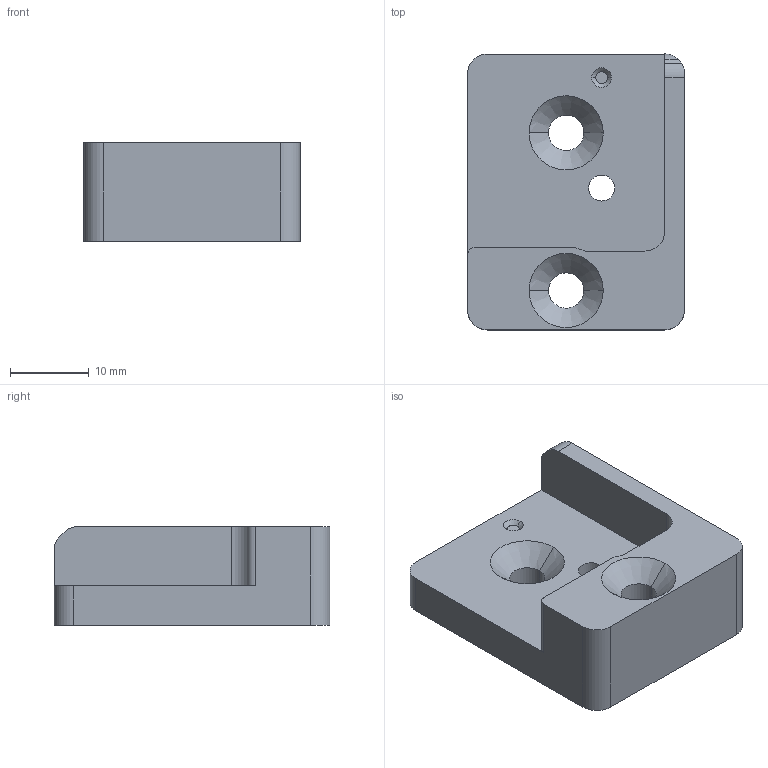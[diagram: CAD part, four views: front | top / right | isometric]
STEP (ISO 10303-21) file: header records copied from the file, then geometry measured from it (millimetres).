
FILE_DESCRIPTION (( 'STEP AP214' ), '1' );
FILE_NAME ('PAN_V1_USI_010_Loquet_Butée.STEP', '2022-02-17T11:13:22', ( '' ), ( '' ), 'SwSTEP 2.0', 'SolidWorks 2021', '' );
FILE_SCHEMA (( 'AUTOMOTIVE_DESIGN' ));
Length unit declared in the file: millimetre
Products named in the file (1): PAN_V1_USI_010_Loquet_Butée
Bounding box: 27.5 x 35 x 12.5 mm (x, y, z)
Volume: 6906.6 mm3; surface area: 3613.5 mm2
Topology: 1 solids, 1 shells, 33 faces, 85 edges, 55 vertices
Faces by surface type: cylinder 15, plane 12, cone 6
Entity records: 1064 total; most frequent: DIRECTION 186, CARTESIAN_POINT 185, ORIENTED_EDGE 170, EDGE_CURVE 85, AXIS2_PLACEMENT_3D 70, VERTEX_POINT 55, VECTOR 46, LINE 46
